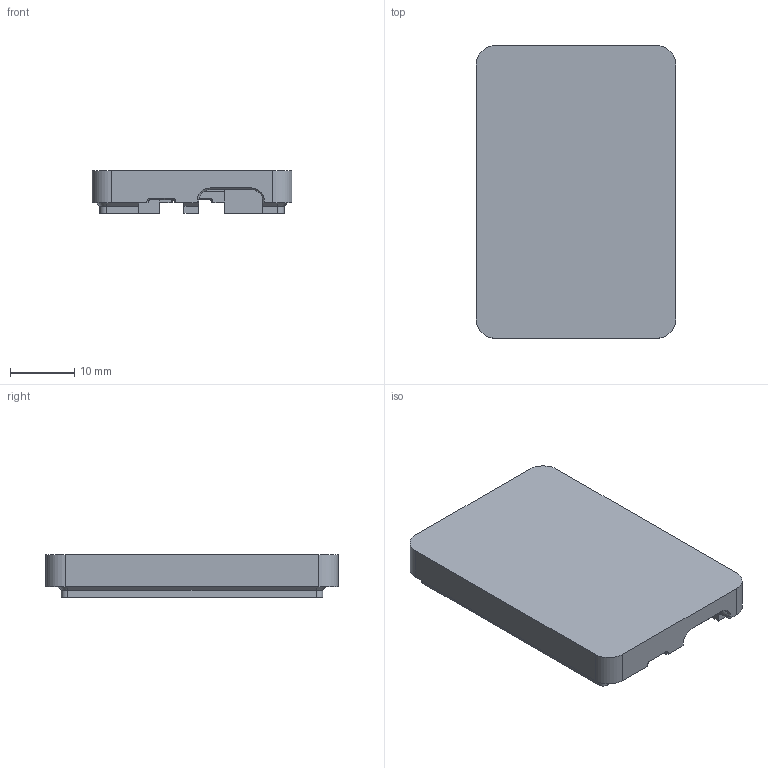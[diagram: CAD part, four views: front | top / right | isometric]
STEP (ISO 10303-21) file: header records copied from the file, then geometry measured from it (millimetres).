
FILE_DESCRIPTION(/* description */ (''),/* implementation_level */ '2;1');
FILE_NAME(/* name */ 'CaseLid.step',/* time_stamp */ '2025-08-07T18:00:56+12:00',/* author */ (''),/* organization */ (''),/* preprocessor_version */ 'ST-DEVELOPER v20.1',/* originating_system */ 'Autodesk Translation Framework v14.10.0.0',/* authorisation */ '');
FILE_SCHEMA (('AUTOMOTIVE_DESIGN { 1 0 10303 214 3 1 1 }'));
Length unit declared in the file: millimetre
Products named in the file (1): CaseLid
Bounding box: 31 x 45.4 x 6.6 mm (x, y, z)
Volume: 3376.7 mm3; surface area: 4447 mm2
Topology: 1 solids, 1 shells, 155 faces, 407 edges, 256 vertices
Faces by surface type: plane 125, cylinder 16, cone 14
Full cylindrical faces by diameter (mm): 3 x2
Entity records: 4699 total; most frequent: CARTESIAN_POINT 819, ORIENTED_EDGE 814, DIRECTION 765, EDGE_CURVE 407, LINE 361, VECTOR 361, VERTEX_POINT 256, AXIS2_PLACEMENT_3D 202
